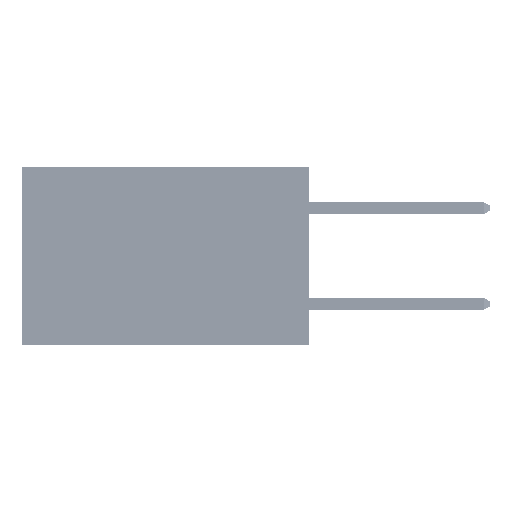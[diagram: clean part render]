
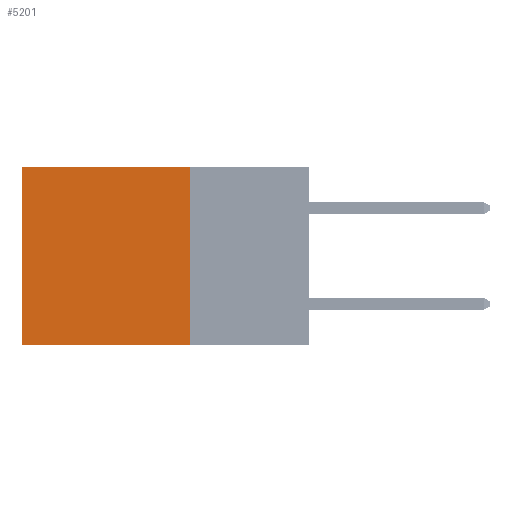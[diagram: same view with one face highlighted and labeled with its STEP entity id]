
A CAD part, left-side view. The second image highlights one B-rep face of the part: STEP entity #5201.
In plain terms, the highlighted planar face has unit normal (-1, 0, 0).
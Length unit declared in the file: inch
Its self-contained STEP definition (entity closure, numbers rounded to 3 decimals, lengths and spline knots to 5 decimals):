
#3024 = VERTEX_POINT ( 'NONE', #12741 ) ;
#4497 = EDGE_LOOP ( 'NONE', ( #51157, #32467, #22226, #26591 ) ) ;
#5201 = ADVANCED_FACE ( 'NONE', ( #26077 ), #41152, .F. ) ;
#6879 = VECTOR ( 'NONE', #45808, 39.37008 ) ;
#7051 = VERTEX_POINT ( 'NONE', #19430 ) ;
#11008 = CARTESIAN_POINT ( 'NONE',  ( 0.2875, 0.25, 0. ) ) ;
#12741 = CARTESIAN_POINT ( 'NONE',  ( 0.2875, 0.25, -0.37 ) ) ;
#13443 = VECTOR ( 'NONE', #39427, 39.37008 ) ;
#15539 = CARTESIAN_POINT ( 'NONE',  ( 0.2875, 0.6, -0.37 ) ) ;
#16380 = CARTESIAN_POINT ( 'NONE',  ( 0.2875, 0.6, 0. ) ) ;
#17562 = CARTESIAN_POINT ( 'NONE',  ( 0.2875, 0.25, 0. ) ) ;
#19430 = CARTESIAN_POINT ( 'NONE',  ( 0.2875, 0.6, 0. ) ) ;
#20410 = EDGE_CURVE ( 'NONE', #7051, #24012, #22147, .T. ) ;
#20517 = DIRECTION ( 'NONE',  ( 0., 0., -1. ) ) ;
#20708 = VERTEX_POINT ( 'NONE', #38169 ) ;
#22147 = LINE ( 'NONE', #16380, #42319 ) ;
#22226 = ORIENTED_EDGE ( 'NONE', *, *, #43874, .F. ) ;
#24012 = VERTEX_POINT ( 'NONE', #15539 ) ;
#25803 = EDGE_CURVE ( 'NONE', #3024, #24012, #33878, .T. ) ;
#26077 = FACE_OUTER_BOUND ( 'NONE', #4497, .T. ) ;
#26591 = ORIENTED_EDGE ( 'NONE', *, *, #32919, .T. ) ;
#27496 = DIRECTION ( 'NONE',  ( 0., 0., -1. ) ) ;
#32467 = ORIENTED_EDGE ( 'NONE', *, *, #25803, .F. ) ;
#32919 = EDGE_CURVE ( 'NONE', #20708, #7051, #49987, .T. ) ;
#33878 = LINE ( 'NONE', #35406, #13443 ) ;
#35406 = CARTESIAN_POINT ( 'NONE',  ( 0.2875, 0.25, -0.37 ) ) ;
#36810 = LINE ( 'NONE', #11008, #46158 ) ;
#37141 = CARTESIAN_POINT ( 'NONE',  ( 0.2875, 0.25, 0. ) ) ;
#38169 = CARTESIAN_POINT ( 'NONE',  ( 0.2875, 0.25, 0. ) ) ;
#39427 = DIRECTION ( 'NONE',  ( 0., 1., 0. ) ) ;
#41152 = PLANE ( 'NONE',  #42376 ) ;
#42319 = VECTOR ( 'NONE', #20517, 39.37008 ) ;
#42376 = AXIS2_PLACEMENT_3D ( 'NONE', #37141, #49031, #45163 ) ;
#43874 = EDGE_CURVE ( 'NONE', #20708, #3024, #36810, .T. ) ;
#45163 = DIRECTION ( 'NONE',  ( 0., 0., -1. ) ) ;
#45808 = DIRECTION ( 'NONE',  ( 0., 1., 0. ) ) ;
#46158 = VECTOR ( 'NONE', #27496, 39.37008 ) ;
#49031 = DIRECTION ( 'NONE',  ( 1., 0., 0. ) ) ;
#49987 = LINE ( 'NONE', #17562, #6879 ) ;
#51157 = ORIENTED_EDGE ( 'NONE', *, *, #20410, .T. ) ;
